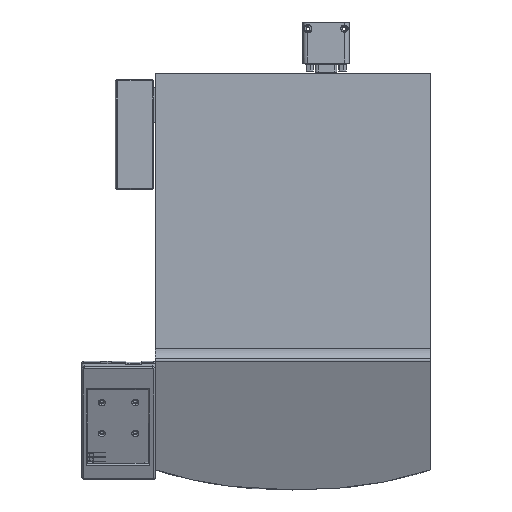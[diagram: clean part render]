
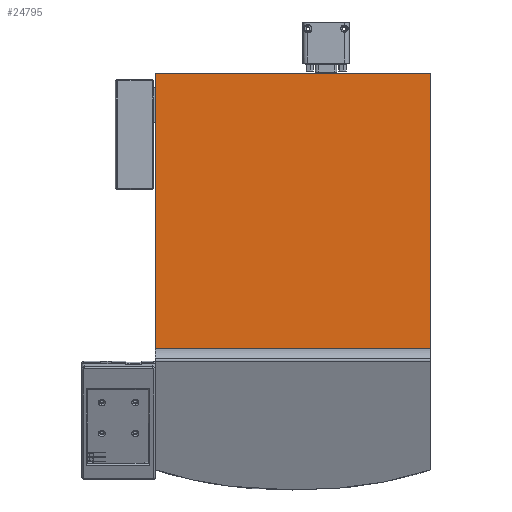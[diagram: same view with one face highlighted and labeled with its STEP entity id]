
A CAD part, top view. The second image highlights one B-rep face of the part: STEP entity #24795.
In plain terms, the highlighted planar face has unit normal (0, 0, 1).
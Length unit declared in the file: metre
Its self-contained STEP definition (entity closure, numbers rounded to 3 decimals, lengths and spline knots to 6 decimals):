
#7807=ORIENTED_EDGE('',*,*,#11162,.F.);
#7808=ORIENTED_EDGE('',*,*,#11182,.F.);
#7809=ORIENTED_EDGE('',*,*,#11156,.T.);
#7810=ORIENTED_EDGE('',*,*,#11178,.T.);
#11156=EDGE_CURVE('',#13367,#13366,#16046,.T.);
#11162=EDGE_CURVE('',#13371,#13372,#16048,.T.);
#11178=EDGE_CURVE('',#13366,#13372,#16057,.T.);
#11182=EDGE_CURVE('',#13367,#13371,#16061,.T.);
#13366=VERTEX_POINT('',#41564);
#13367=VERTEX_POINT('',#41566);
#13371=VERTEX_POINT('',#41576);
#13372=VERTEX_POINT('',#41578);
#16046=LINE('',#41565,#18719);
#16048=LINE('',#41577,#18721);
#16057=LINE('',#41619,#18730);
#16061=LINE('',#41625,#18734);
#18719=VECTOR('',#34399,1.);
#18721=VECTOR('',#34411,1.);
#18730=VECTOR('',#34432,1.);
#18734=VECTOR('',#34438,1.);
#20509=EDGE_LOOP('',(#7807,#7808,#7809,#7810));
#22309=FACE_BOUND('',#20509,.T.);
#23393=PLANE('',#27685);
#24795=ADVANCED_FACE('',(#22309),#23393,.T.);
#27685=AXIS2_PLACEMENT_3D('',#41624,#34436,#34437);
#34399=DIRECTION('',(0.,1.,0.));
#34411=DIRECTION('',(0.,1.,0.));
#34432=DIRECTION('',(-1.,0.,0.));
#34436=DIRECTION('',(0.,0.,1.));
#34437=DIRECTION('',(0.,-1.,0.));
#34438=DIRECTION('',(-1.,0.,0.));
#41564=CARTESIAN_POINT('',(0.205,0.,0.));
#41565=CARTESIAN_POINT('',(0.205,-0.1025,0.));
#41566=CARTESIAN_POINT('',(0.205,-0.205,0.));
#41576=CARTESIAN_POINT('',(0.,-0.205,0.));
#41577=CARTESIAN_POINT('',(0.,-0.1025,0.));
#41578=CARTESIAN_POINT('',(0.,0.,0.));
#41619=CARTESIAN_POINT('',(0.205,0.,0.));
#41624=CARTESIAN_POINT('',(0.205,-0.1025,0.));
#41625=CARTESIAN_POINT('',(0.205,-0.205,0.));
